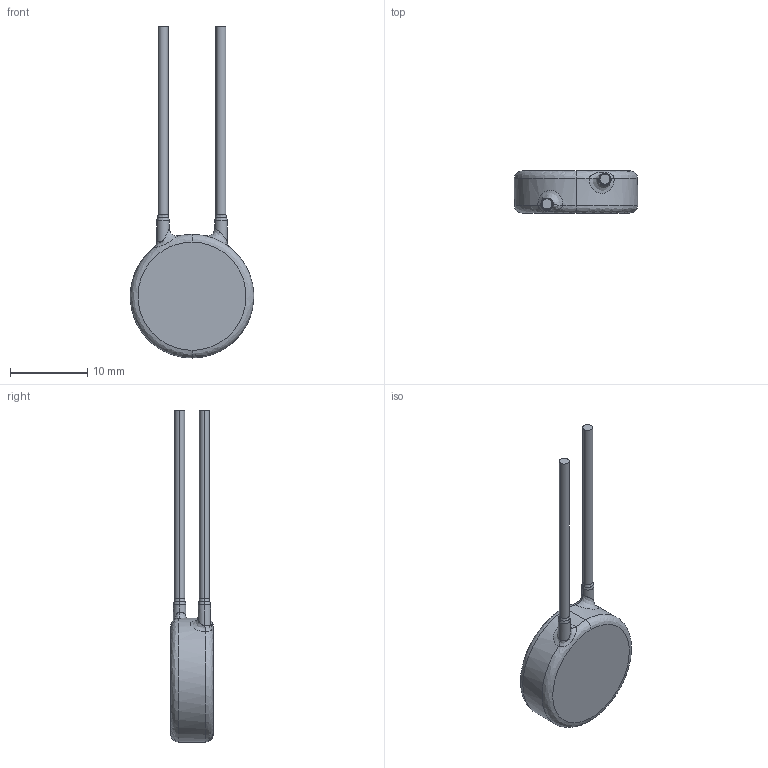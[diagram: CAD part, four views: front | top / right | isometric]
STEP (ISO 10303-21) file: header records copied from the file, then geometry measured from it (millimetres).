
FILE_DESCRIPTION (( 'STEP AP214' ), '1' );
FILE_NAME ('494C0B6C-A973-4C04-A4F6-8FAA103ABAAB.STEP', '2024-04-04T21:44:59', ( '' ), ( '' ), 'SwSTEP 2.0', 'SolidWorks 2022', '' );
FILE_SCHEMA (( 'AUTOMOTIVE_DESIGN' ));
Length unit declared in the file: millimetre
Products named in the file (1): 494C0B6C-A973-4C04-A4F6-8FAA103ABAAB
Bounding box: 16 x 5.5 x 43 mm (x, y, z)
Volume: 1165.3 mm3; surface area: 865.2 mm2
Topology: 1 solids, 1 shells, 30 faces, 64 edges, 36 vertices
Faces by surface type: bspline 16, cylinder 10, plane 4
Entity records: 2310 total; most frequent: CARTESIAN_POINT 1369, ORIENTED_EDGE 128, DIRECTION 116, EDGE_CURVE 64, AXIS2_PLACEMENT_3D 53, CIRCLE 38, VERTEX_POINT 36, UNCERTAINTY_MEASURE_WITH_UNIT 33
